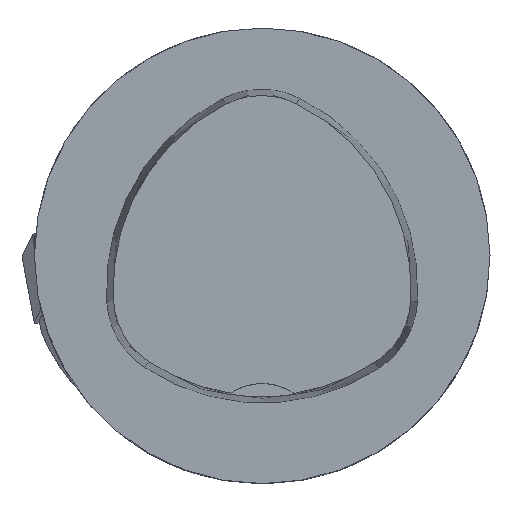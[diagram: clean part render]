
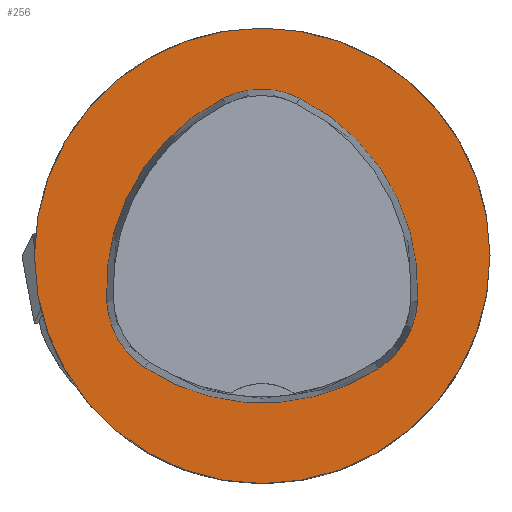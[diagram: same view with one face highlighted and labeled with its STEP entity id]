
A CAD part, top view. The second image highlights one B-rep face of the part: STEP entity #256.
In plain terms, the highlighted planar face has unit normal (0, 0, 1).
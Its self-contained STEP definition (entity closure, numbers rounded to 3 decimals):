
#256=ADVANCED_FACE('',(#523,#524),#319,.T.);
#319=PLANE('',#1528);
#523=FACE_BOUND('',#570,.T.);
#524=FACE_BOUND('',#571,.T.);
#570=EDGE_LOOP('',(#801,#802,#803,#804,#805,#806));
#571=EDGE_LOOP('',(#807));
#801=ORIENTED_EDGE('',*,*,#1243,.T.);
#802=ORIENTED_EDGE('',*,*,#1223,.T.);
#803=ORIENTED_EDGE('',*,*,#1227,.T.);
#804=ORIENTED_EDGE('',*,*,#1230,.T.);
#805=ORIENTED_EDGE('',*,*,#1233,.T.);
#806=ORIENTED_EDGE('',*,*,#1241,.T.);
#807=ORIENTED_EDGE('',*,*,#1214,.F.);
#1074=VERTEX_POINT('',#2335);
#1083=VERTEX_POINT('',#2354);
#1084=VERTEX_POINT('',#2355);
#1087=VERTEX_POINT('',#2363);
#1089=VERTEX_POINT('',#2369);
#1091=VERTEX_POINT('',#2375);
#1098=VERTEX_POINT('',#2396);
#1214=EDGE_CURVE('',#1074,#1074,#1327,.T.);
#1223=EDGE_CURVE('',#1083,#1084,#1328,.T.);
#1227=EDGE_CURVE('',#1084,#1087,#1330,.T.);
#1230=EDGE_CURVE('',#1087,#1089,#1332,.T.);
#1233=EDGE_CURVE('',#1089,#1091,#1334,.T.);
#1241=EDGE_CURVE('',#1091,#1098,#1338,.T.);
#1243=EDGE_CURVE('',#1098,#1083,#1340,.T.);
#1327=CIRCLE('',#1500,16.);
#1328=CIRCLE('',#1506,15.);
#1330=CIRCLE('',#1509,6.);
#1332=CIRCLE('',#1512,15.);
#1334=CIRCLE('',#1515,6.);
#1338=CIRCLE('',#1520,15.);
#1340=CIRCLE('',#1523,6.);
#1500=AXIS2_PLACEMENT_3D('',#2334,#1776,#1777);
#1506=AXIS2_PLACEMENT_3D('',#2353,#1792,#1793);
#1509=AXIS2_PLACEMENT_3D('',#2362,#1800,#1801);
#1512=AXIS2_PLACEMENT_3D('',#2368,#1807,#1808);
#1515=AXIS2_PLACEMENT_3D('',#2374,#1814,#1815);
#1520=AXIS2_PLACEMENT_3D('',#2397,#1826,#1827);
#1523=AXIS2_PLACEMENT_3D('',#2400,#1832,#1833);
#1528=AXIS2_PLACEMENT_3D('',#2405,#1842,#1843);
#1776=DIRECTION('',(0.,0.,-1.));
#1777=DIRECTION('',(-1.,0.,0.));
#1792=DIRECTION('',(0.,0.,-1.));
#1793=DIRECTION('',(-1.,0.,0.));
#1800=DIRECTION('',(0.,0.,-1.));
#1801=DIRECTION('',(-1.,0.,0.));
#1807=DIRECTION('',(0.,0.,-1.));
#1808=DIRECTION('',(-1.,0.,0.));
#1814=DIRECTION('',(0.,0.,-1.));
#1815=DIRECTION('',(-1.,0.,0.));
#1826=DIRECTION('',(0.,0.,-1.));
#1827=DIRECTION('',(-1.,0.,0.));
#1832=DIRECTION('',(0.,0.,-1.));
#1833=DIRECTION('',(-1.,0.,0.));
#1842=DIRECTION('',(0.,0.,1.));
#1843=DIRECTION('',(1.,0.,0.));
#2334=CARTESIAN_POINT('',(0.,0.,
0.));
#2335=CARTESIAN_POINT('',(-16.,0.,0.));
#2353=CARTESIAN_POINT('',(4.048,-2.316,0.));
#2354=CARTESIAN_POINT('',(-10.926,-3.206,0.));
#2355=CARTESIAN_POINT('',(-2.774,11.043,0.));
#2362=CARTESIAN_POINT('',(-0.045,5.7,0.));
#2363=CARTESIAN_POINT('',(2.638,11.066,0.));
#2368=CARTESIAN_POINT('',(-4.07,-2.35,0.));
#2369=CARTESIAN_POINT('',(10.903,-3.249,0.));
#2374=CARTESIAN_POINT('',(4.914,-2.889,0.));
#2375=CARTESIAN_POINT('',(8.177,-7.924,0.));
#2396=CARTESIAN_POINT('',(-8.24,-7.859,0.));
#2397=CARTESIAN_POINT('',(0.019,4.663,0.));
#2400=CARTESIAN_POINT('',(-4.936,-2.85,0.));
#2405=CARTESIAN_POINT('',(0.,0.,
0.));
